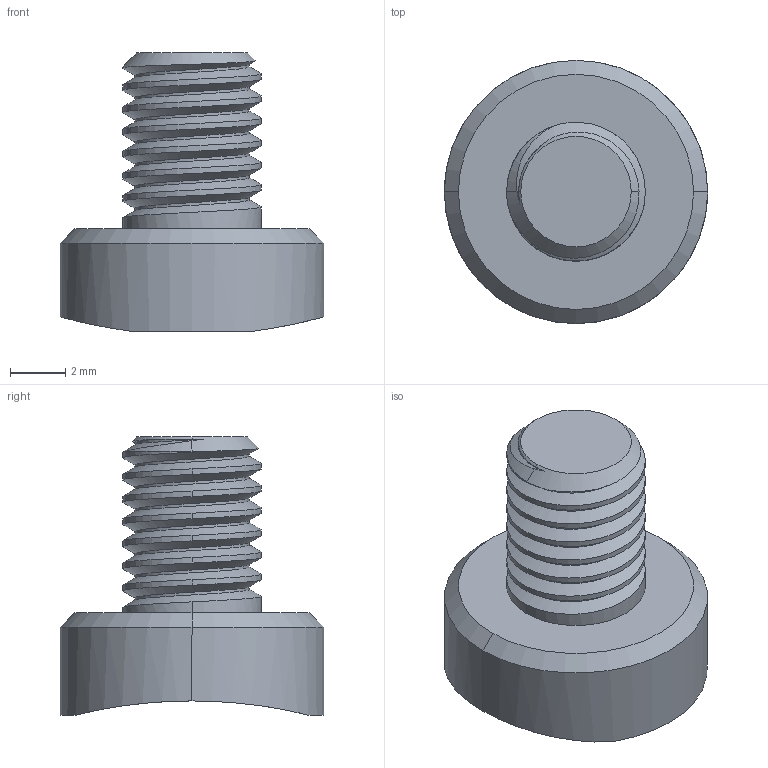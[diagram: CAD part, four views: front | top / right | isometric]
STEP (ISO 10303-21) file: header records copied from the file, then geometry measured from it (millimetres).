
FILE_DESCRIPTION (( 'STEP AP214' ), '1' );
FILE_NAME ('MS0019_MS1019.STEP', '2025-04-16T16:08:53', ( '' ), ( '' ), 'SwSTEP 2.0', 'SolidWorks 2023', '' );
FILE_SCHEMA (( 'AUTOMOTIVE_DESIGN' ));
Length unit declared in the file: inch
Products named in the file (1): MS0019_MS1019
Bounding box: 9.5 x 9.5 x 10.03 mm (x, y, z)
Volume: 339.7 mm3; surface area: 375.4 mm2
Topology: 1 solids, 1 shells, 32 faces, 82 edges, 53 vertices
Faces by surface type: cylinder 19, cone 5, plane 5, bspline 3
Entity records: 2853 total; most frequent: CARTESIAN_POINT 2169, ORIENTED_EDGE 164, DIRECTION 108, EDGE_CURVE 82, VERTEX_POINT 53, AXIS2_PLACEMENT_3D 40, EDGE_LOOP 33, ADVANCED_FACE 32
